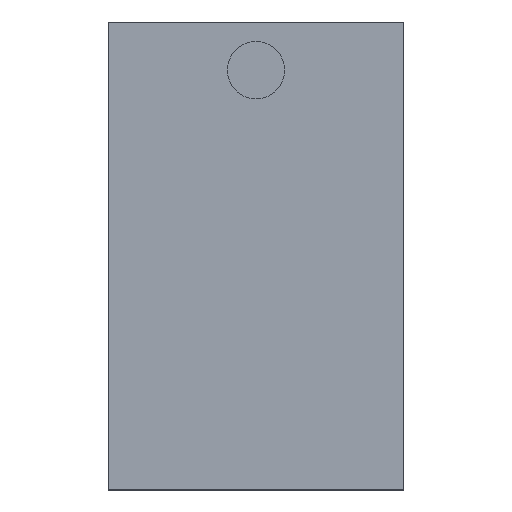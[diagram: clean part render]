
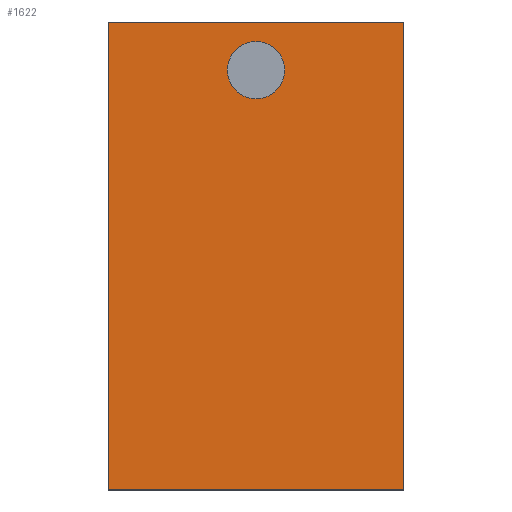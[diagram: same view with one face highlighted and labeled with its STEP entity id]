
A CAD part, top view. The second image highlights one B-rep face of the part: STEP entity #1622.
In plain terms, the highlighted planar face has unit normal (0, 0, 1).
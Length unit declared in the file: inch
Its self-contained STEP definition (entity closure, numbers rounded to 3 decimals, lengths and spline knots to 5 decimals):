
#46 = DIRECTION ( 'NONE',  ( -1., 0., 0. ) ) ;
#233 = VECTOR ( 'NONE', #1703, 39.37008 ) ;
#259 = LINE ( 'NONE', #2454, #2205 ) ;
#342 = ORIENTED_EDGE ( 'NONE', *, *, #2220, .F. ) ;
#359 = ORIENTED_EDGE ( 'NONE', *, *, #1582, .F. ) ;
#460 = VERTEX_POINT ( 'NONE', #1935 ) ;
#515 = ORIENTED_EDGE ( 'NONE', *, *, #828, .F. ) ;
#591 = CARTESIAN_POINT ( 'NONE',  ( 0.02539, 0.04016, 0.02008 ) ) ;
#691 = VECTOR ( 'NONE', #2230, 39.37008 ) ;
#814 = LINE ( 'NONE', #2070, #1866 ) ;
#828 = EDGE_CURVE ( 'NONE', #2189, #1099, #814, .T. ) ;
#1088 = CARTESIAN_POINT ( 'NONE',  ( -0.02539, 0.04016, 0.02008 ) ) ;
#1099 = VERTEX_POINT ( 'NONE', #591 ) ;
#1158 = CARTESIAN_POINT ( 'NONE',  ( 0.02539, -0.04016, 0.02008 ) ) ;
#1228 = DIRECTION ( 'NONE',  ( 1., 0., 0. ) ) ;
#1285 = LINE ( 'NONE', #2284, #233 ) ;
#1459 = PLANE ( 'NONE',  #2410 ) ;
#1484 = DIRECTION ( 'NONE',  ( 0., 0., -1. ) ) ;
#1557 = ORIENTED_EDGE ( 'NONE', *, *, #2116, .F. ) ;
#1582 = EDGE_CURVE ( 'NONE', #2302, #460, #259, .T. ) ;
#1619 = LINE ( 'NONE', #1643, #691 ) ;
#1622 = ADVANCED_FACE ( 'NONE', ( #1647 ), #1459, .F. ) ;
#1643 = CARTESIAN_POINT ( 'NONE',  ( 0.02539, 0.03031, 0.02008 ) ) ;
#1647 = FACE_OUTER_BOUND ( 'NONE', #1724, .T. ) ;
#1703 = DIRECTION ( 'NONE',  ( 0., 1., 0. ) ) ;
#1724 = EDGE_LOOP ( 'NONE', ( #342, #359, #1557, #515 ) ) ;
#1866 = VECTOR ( 'NONE', #1228, 39.37008 ) ;
#1935 = CARTESIAN_POINT ( 'NONE',  ( -0.02539, -0.04016, 0.02008 ) ) ;
#2070 = CARTESIAN_POINT ( 'NONE',  ( -0.01614, 0.04016, 0.02008 ) ) ;
#2116 = EDGE_CURVE ( 'NONE', #1099, #2302, #1619, .T. ) ;
#2189 = VERTEX_POINT ( 'NONE', #1088 ) ;
#2205 = VECTOR ( 'NONE', #46, 39.37008 ) ;
#2220 = EDGE_CURVE ( 'NONE', #460, #2189, #1285, .T. ) ;
#2230 = DIRECTION ( 'NONE',  ( 0., -1., 0. ) ) ;
#2248 = DIRECTION ( 'NONE',  ( -1., 0., 0. ) ) ;
#2284 = CARTESIAN_POINT ( 'NONE',  ( -0.02539, 0.03031, 0.02008 ) ) ;
#2289 = CARTESIAN_POINT ( 'NONE',  ( 0., 0., 0.02008 ) ) ;
#2302 = VERTEX_POINT ( 'NONE', #1158 ) ;
#2410 = AXIS2_PLACEMENT_3D ( 'NONE', #2289, #1484, #2248 ) ;
#2454 = CARTESIAN_POINT ( 'NONE',  ( -0.01614, -0.04016, 0.02008 ) ) ;
